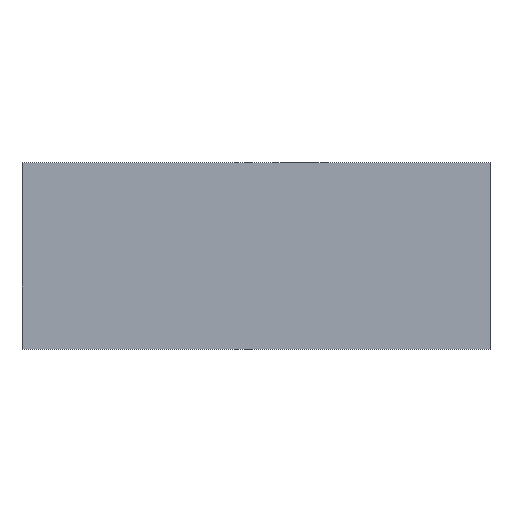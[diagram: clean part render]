
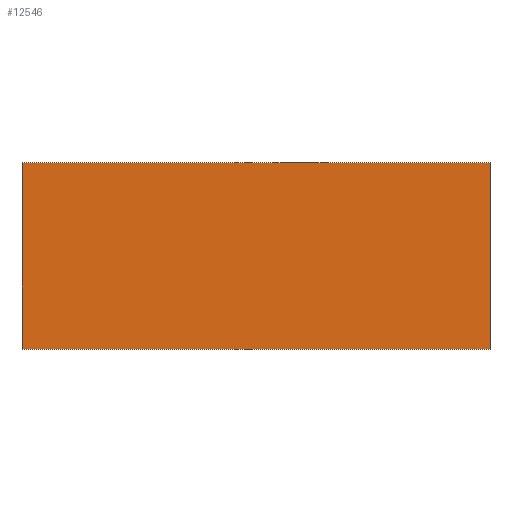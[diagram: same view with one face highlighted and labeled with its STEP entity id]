
A CAD part, top view. The second image highlights one B-rep face of the part: STEP entity #12546.
In plain terms, the highlighted planar face has unit normal (0, 0, 1).
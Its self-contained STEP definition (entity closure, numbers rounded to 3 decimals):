
#1097=FACE_OUTER_BOUND('',#1778,.T.);
#1778=EDGE_LOOP('',(#11368,#11369,#11370,#11371));
#3480=LINE('',#20331,#4967);
#3509=LINE('',#20435,#4996);
#3515=LINE('',#20455,#5002);
#3518=LINE('',#20462,#5005);
#4967=VECTOR('',#16722,10.);
#4996=VECTOR('',#16841,10.);
#5002=VECTOR('',#16857,10.);
#5005=VECTOR('',#16866,10.);
#6120=VERTEX_POINT('',#20328);
#6121=VERTEX_POINT('',#20330);
#6151=VERTEX_POINT('',#20434);
#6160=VERTEX_POINT('',#20454);
#7829=EDGE_CURVE('',#6121,#6120,#3480,.T.);
#7881=EDGE_CURVE('',#6151,#6121,#3509,.T.);
#7891=EDGE_CURVE('',#6160,#6151,#3515,.T.);
#7895=EDGE_CURVE('',#6120,#6160,#3518,.T.);
#11368=ORIENTED_EDGE('',*,*,#7829,.T.);
#11369=ORIENTED_EDGE('',*,*,#7895,.T.);
#11370=ORIENTED_EDGE('',*,*,#7891,.T.);
#11371=ORIENTED_EDGE('',*,*,#7881,.T.);
#11918=PLANE('',#13575);
#12546=ADVANCED_FACE('',(#1097),#11918,.F.);
#13575=AXIS2_PLACEMENT_3D('',#20481,#16894,#16895);
#16722=DIRECTION('',(0.,-1.,0.));
#16841=DIRECTION('',(-1.,0.,0.));
#16857=DIRECTION('',(0.,1.,0.));
#16866=DIRECTION('',(1.,0.,0.));
#16894=DIRECTION('center_axis',(0.,0.,-1.));
#16895=DIRECTION('ref_axis',(-1.,0.,0.));
#20328=CARTESIAN_POINT('',(91.25,-119.75,7.506));
#20330=CARTESIAN_POINT('',(91.25,-87.7,7.506));
#20331=CARTESIAN_POINT('',(91.25,-87.7,7.506));
#20434=CARTESIAN_POINT('',(171.75,-87.7,7.506));
#20435=CARTESIAN_POINT('',(171.75,-87.7,7.506));
#20454=CARTESIAN_POINT('',(171.75,-119.75,7.506));
#20455=CARTESIAN_POINT('',(171.75,-119.75,7.506));
#20462=CARTESIAN_POINT('',(91.25,-119.75,7.506));
#20481=CARTESIAN_POINT('Origin',(131.5,-103.725,7.506));
